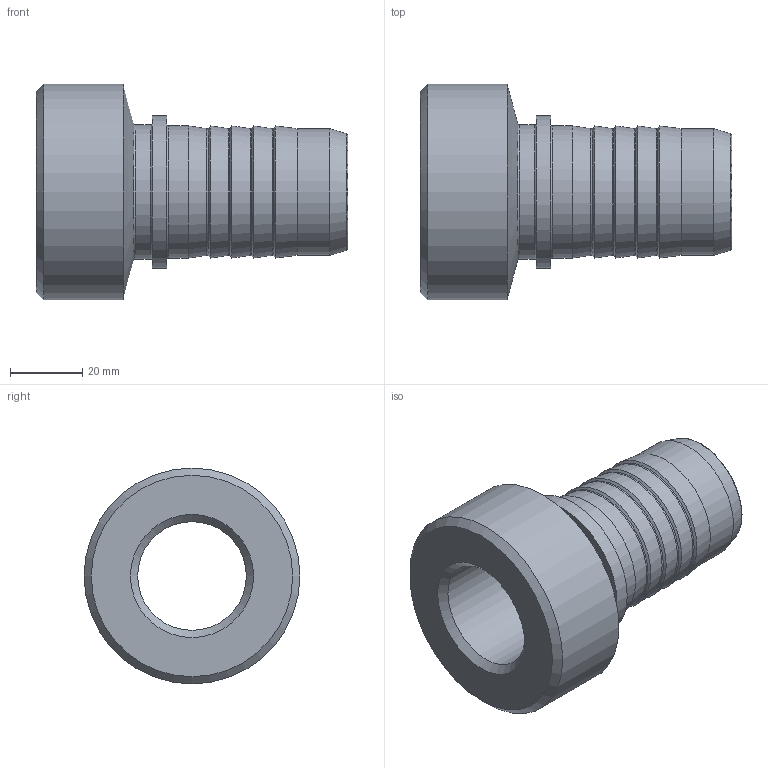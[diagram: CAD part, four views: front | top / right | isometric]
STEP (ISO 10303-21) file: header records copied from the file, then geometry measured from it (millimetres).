
FILE_DESCRIPTION(/* description */ ('EINSCHRAUBTÜLLE G 2"'),/* implementation_level */ '2;1');
FILE_NAME(/* name */ 'mstp-50_35t.stp',/* time_stamp */ '2020-04-21T08:49:56+02:00',/* author */ ('schnellinger'),/* organization */ (''),/* preprocessor_version */ 'ST-DEVELOPER v17',/* originating_system */ 'Autodesk Inventor 2018',/* authorisation */ '71568,7 mm^3');
FILE_SCHEMA (('AUTOMOTIVE_DESIGN { 1 0 10303 214 3 1 1 }'));
Length unit declared in the file: millimetre
Products named in the file (1): ENG-010056
Bounding box: 86 x 59.61 x 59.61 mm (x, y, z)
Volume: 71568.7 mm3; surface area: 23678.9 mm2
Topology: 1 solids, 1 shells, 31 faces, 102 edges, 75 vertices
Faces by surface type: cone 13, torus 8, cylinder 6, plane 4
Full cylindrical faces by diameter (mm): 30 x1, 35 x1, 36.5 x1, 37 x1, 42 x1, 59.614 x1
Entity records: 1288 total; most frequent: DIRECTION 249, CARTESIAN_POINT 209, ORIENTED_EDGE 204, AXIS2_PLACEMENT_3D 115, EDGE_CURVE 102, CIRCLE 83, VERTEX_POINT 75, EDGE_LOOP 35
